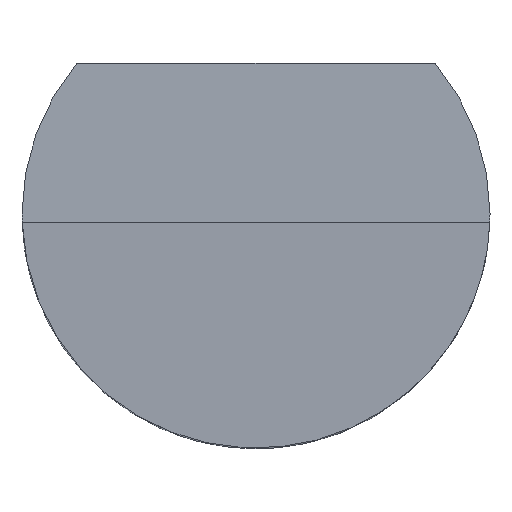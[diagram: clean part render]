
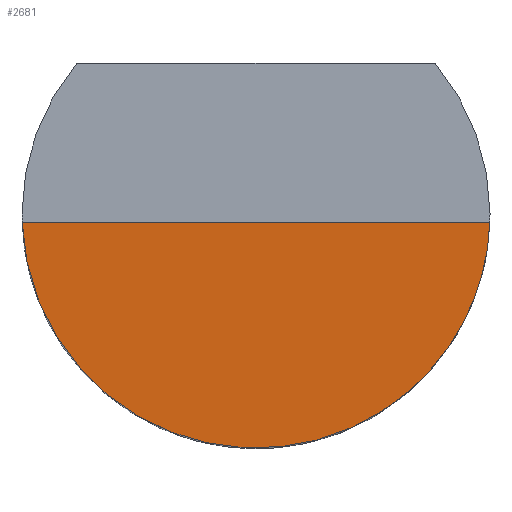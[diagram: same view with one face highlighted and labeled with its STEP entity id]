
A CAD part, top view. The second image highlights one B-rep face of the part: STEP entity #2681.
In plain terms, the highlighted planar face has unit normal (0, -0.046, 0.999).
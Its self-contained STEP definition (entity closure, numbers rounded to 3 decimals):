
#353 = DIRECTION ( 'NONE',  ( 1., 0., 0. ) ) ;
#507 =( BOUNDED_CURVE ( )  B_SPLINE_CURVE ( 3, ( #11391, #6256, #8288, #9372 ),
 .UNSPECIFIED., .F., .F. ) 
 B_SPLINE_CURVE_WITH_KNOTS ( ( 4, 4 ),
 ( 4.75, 7.816 ),
 .UNSPECIFIED. ) 
 CURVE ( )  GEOMETRIC_REPRESENTATION_ITEM ( )  RATIONAL_B_SPLINE_CURVE ( ( 1., 0.359, 0.359, 1. ) ) 
 REPRESENTATION_ITEM ( '' )  );
#1720 = ORIENTED_EDGE ( 'NONE', *, *, #7545, .T. ) ;
#2681 = ADVANCED_FACE ( 'NONE', ( #10323 ), #10186, .F. ) ;
#3286 = CARTESIAN_POINT ( 'NONE',  ( 2.238, -0.195, 6.84 ) ) ;
#4261 = AXIS2_PLACEMENT_3D ( 'NONE', #9781, #5670, #10581 ) ;
#4729 = VECTOR ( 'NONE', #353, 1000. ) ;
#5654 = CARTESIAN_POINT ( 'NONE',  ( 0., -0.195, 6.84 ) ) ;
#5670 = DIRECTION ( 'NONE',  ( 0., 0.046, -0.999 ) ) ;
#5765 = ORIENTED_EDGE ( 'NONE', *, *, #8355, .F. ) ;
#6046 = EDGE_LOOP ( 'NONE', ( #1720, #5765 ) ) ;
#6256 = CARTESIAN_POINT ( 'NONE',  ( -2.081, -4.354, 6.647 ) ) ;
#7474 = VERTEX_POINT ( 'NONE', #3286 ) ;
#7545 = EDGE_CURVE ( 'NONE', #10836, #7474, #507, .T. ) ;
#8288 = CARTESIAN_POINT ( 'NONE',  ( 2.081, -4.354, 6.647 ) ) ;
#8355 = EDGE_CURVE ( 'NONE', #10836, #7474, #11859, .T. ) ;
#9372 = CARTESIAN_POINT ( 'NONE',  ( 2.238, -0.195, 6.84 ) ) ;
#9781 = CARTESIAN_POINT ( 'NONE',  ( -2.24, -0.195, 6.84 ) ) ;
#10186 = PLANE ( 'NONE',  #4261 ) ;
#10323 = FACE_OUTER_BOUND ( 'NONE', #6046, .T. ) ;
#10581 = DIRECTION ( 'NONE',  ( 0., 0.999, 0.046 ) ) ;
#10836 = VERTEX_POINT ( 'NONE', #12246 ) ;
#11391 = CARTESIAN_POINT ( 'NONE',  ( -2.238, -0.195, 6.84 ) ) ;
#11859 = LINE ( 'NONE', #5654, #4729 ) ;
#12246 = CARTESIAN_POINT ( 'NONE',  ( -2.238, -0.195, 6.84 ) ) ;
